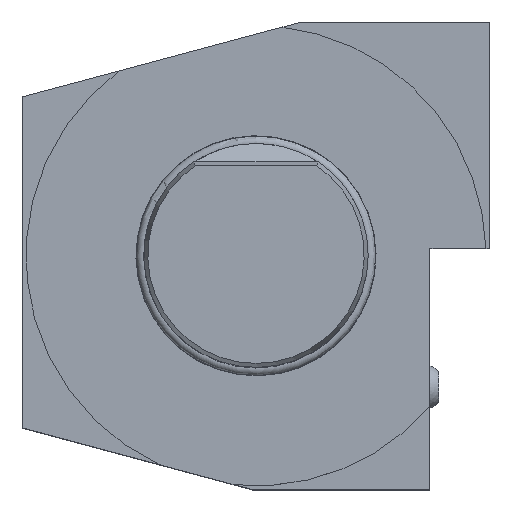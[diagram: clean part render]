
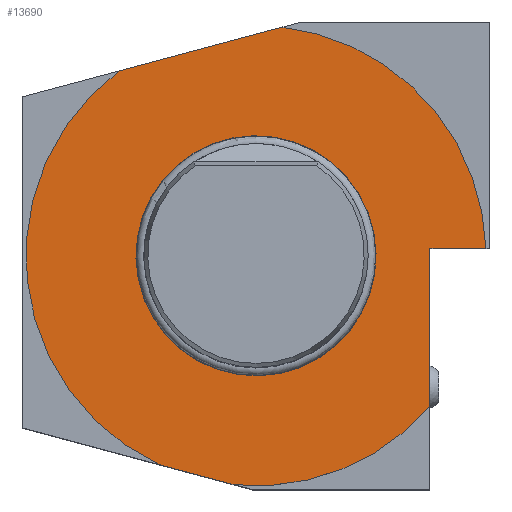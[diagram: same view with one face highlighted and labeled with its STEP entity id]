
A CAD part, top view. The second image highlights one B-rep face of the part: STEP entity #13690.
In plain terms, the highlighted planar face has unit normal (0, 0, 1).
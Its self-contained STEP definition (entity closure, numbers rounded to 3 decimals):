
#25 = ORIENTED_EDGE ( 'NONE', *, *, #16673, .F. ) ;
#143 = DIRECTION ( 'NONE',  ( 1., 0., 0. ) ) ;
#215 = VERTEX_POINT ( 'NONE', #6201 ) ;
#220 = EDGE_CURVE ( 'NONE', #8622, #15393, #15019, .T. ) ;
#339 = CARTESIAN_POINT ( 'NONE',  ( 0., 0., 0. ) ) ;
#409 = CIRCLE ( 'NONE', #10844, 61.5 ) ;
#757 = VECTOR ( 'NONE', #10375, 1000. ) ;
#1018 = EDGE_CURVE ( 'NONE', #215, #215, #10025, .T. ) ;
#1101 = LINE ( 'NONE', #3968, #2625 ) ;
#1786 = LINE ( 'NONE', #4676, #757 ) ;
#1813 = CARTESIAN_POINT ( 'NONE',  ( 46.5, -40.249, 0. ) ) ;
#1862 = AXIS2_PLACEMENT_3D ( 'NONE', #3403, #16445, #10705 ) ;
#2115 = EDGE_LOOP ( 'NONE', ( #6989, #5151, #9406, #2847, #16941, #8234, #25 ) ) ;
#2193 = DIRECTION ( 'NONE',  ( 0.966, 0.259, 0. ) ) ;
#2469 = AXIS2_PLACEMENT_3D ( 'NONE', #2907, #5622, #12738 ) ;
#2625 = VECTOR ( 'NONE', #17007, 1000. ) ;
#2847 = ORIENTED_EDGE ( 'NONE', *, *, #8480, .T. ) ;
#2907 = CARTESIAN_POINT ( 'NONE',  ( 0., 0., 0. ) ) ;
#3195 = DIRECTION ( 'NONE',  ( 0., 1., 0. ) ) ;
#3201 = DIRECTION ( 'NONE',  ( 1., 0., 0. ) ) ;
#3403 = CARTESIAN_POINT ( 'NONE',  ( 0., 0., 0. ) ) ;
#3950 = CARTESIAN_POINT ( 'NONE',  ( -36.565, 49.449, 0. ) ) ;
#3968 = CARTESIAN_POINT ( 'NONE',  ( 62.5, 2., 0. ) ) ;
#4676 = CARTESIAN_POINT ( 'NONE',  ( 46.5, 2., 0. ) ) ;
#4700 = FACE_BOUND ( 'NONE', #10712, .T. ) ;
#4950 = CARTESIAN_POINT ( 'NONE',  ( 46.5, 2., 0. ) ) ;
#5151 = ORIENTED_EDGE ( 'NONE', *, *, #11748, .F. ) ;
#5622 = DIRECTION ( 'NONE',  ( 0., 0., 1. ) ) ;
#6037 = DIRECTION ( 'NONE',  ( 0., 0., -1. ) ) ;
#6124 = LINE ( 'NONE', #17186, #13038 ) ;
#6201 = CARTESIAN_POINT ( 'NONE',  ( 29.813, 0., 0. ) ) ;
#6670 = CARTESIAN_POINT ( 'NONE',  ( 61.467, 2., 0. ) ) ;
#6989 = ORIENTED_EDGE ( 'NONE', *, *, #7828, .T. ) ;
#7098 = EDGE_CURVE ( 'NONE', #8622, #14109, #409, .T. ) ;
#7167 = ORIENTED_EDGE ( 'NONE', *, *, #1018, .T. ) ;
#7828 = EDGE_CURVE ( 'NONE', #13538, #17434, #14449, .T. ) ;
#7931 = AXIS2_PLACEMENT_3D ( 'NONE', #339, #6037, #143 ) ;
#8234 = ORIENTED_EDGE ( 'NONE', *, *, #7098, .T. ) ;
#8480 = EDGE_CURVE ( 'NONE', #8836, #15393, #11118, .T. ) ;
#8622 = VERTEX_POINT ( 'NONE', #3950 ) ;
#8836 = VERTEX_POINT ( 'NONE', #6670 ) ;
#9068 = AXIS2_PLACEMENT_3D ( 'NONE', #13031, #11518, #3201 ) ;
#9406 = ORIENTED_EDGE ( 'NONE', *, *, #11261, .F. ) ;
#10010 = FACE_OUTER_BOUND ( 'NONE', #2115, .T. ) ;
#10025 = CIRCLE ( 'NONE', #7931, 29.813 ) ;
#10247 = CARTESIAN_POINT ( 'NONE',  ( -25.763, -55.844, 0. ) ) ;
#10281 = DIRECTION ( 'NONE',  ( 0., 0., 1. ) ) ;
#10375 = DIRECTION ( 'NONE',  ( 0., -1., 0. ) ) ;
#10705 = DIRECTION ( 'NONE',  ( 0., 1., 0. ) ) ;
#10712 = EDGE_LOOP ( 'NONE', ( #7167 ) ) ;
#10755 = CARTESIAN_POINT ( 'NONE',  ( 6.942, 61.107, 0. ) ) ;
#10844 = AXIS2_PLACEMENT_3D ( 'NONE', #17360, #10281, #3195 ) ;
#11118 = CIRCLE ( 'NONE', #1862, 61.5 ) ;
#11261 = EDGE_CURVE ( 'NONE', #8836, #11623, #1101, .T. ) ;
#11518 = DIRECTION ( 'NONE',  ( 0., 0., 1. ) ) ;
#11623 = VERTEX_POINT ( 'NONE', #4950 ) ;
#11719 = DIRECTION ( 'NONE',  ( -0.966, 0.259, 0. ) ) ;
#11748 = EDGE_CURVE ( 'NONE', #11623, #17434, #1786, .T. ) ;
#12738 = DIRECTION ( 'NONE',  ( 0., 1., 0. ) ) ;
#13031 = CARTESIAN_POINT ( 'NONE',  ( 2.379, 1.407, 0. ) ) ;
#13038 = VECTOR ( 'NONE', #11719, 1000. ) ;
#13538 = VERTEX_POINT ( 'NONE', #13976 ) ;
#13690 = ADVANCED_FACE ( 'Defeature completata1_85', ( #10010, #4700 ), #14446, .T. ) ;
#13877 = CARTESIAN_POINT ( 'NONE',  ( -62.5, 42.5, 0. ) ) ;
#13976 = CARTESIAN_POINT ( 'NONE',  ( -5.61, -61.244, 0. ) ) ;
#14109 = VERTEX_POINT ( 'NONE', #10247 ) ;
#14446 = PLANE ( 'NONE',  #9068 ) ;
#14449 = CIRCLE ( 'NONE', #2469, 61.5 ) ;
#15019 = LINE ( 'NONE', #13877, #17260 ) ;
#15393 = VERTEX_POINT ( 'NONE', #10755 ) ;
#16445 = DIRECTION ( 'NONE',  ( 0., 0., 1. ) ) ;
#16673 = EDGE_CURVE ( 'NONE', #13538, #14109, #6124, .T. ) ;
#16941 = ORIENTED_EDGE ( 'NONE', *, *, #220, .F. ) ;
#17007 = DIRECTION ( 'NONE',  ( -1., 0., 0. ) ) ;
#17186 = CARTESIAN_POINT ( 'NONE',  ( -0.921, -62.5, 0. ) ) ;
#17260 = VECTOR ( 'NONE', #2193, 1000. ) ;
#17360 = CARTESIAN_POINT ( 'NONE',  ( 0., 0., 0. ) ) ;
#17434 = VERTEX_POINT ( 'NONE', #1813 ) ;
